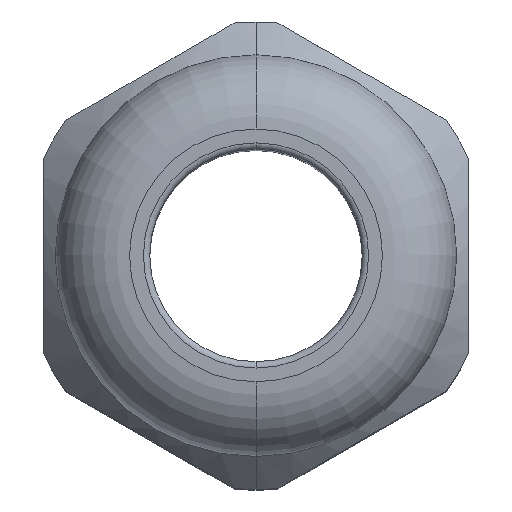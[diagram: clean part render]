
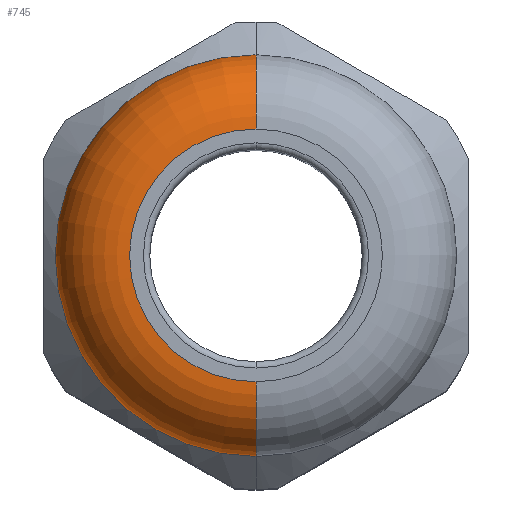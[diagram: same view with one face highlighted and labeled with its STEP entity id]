
A CAD part, top view. The second image highlights one B-rep face of the part: STEP entity #745.
In plain terms, the highlighted toroidal (fillet/blend) face has major radius 5.95 mm and minor radius 3.5 mm.
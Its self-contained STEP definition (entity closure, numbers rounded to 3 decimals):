
#641 = EDGE_CURVE ( 'NONE', #777, #780, #1918, .T. ) ;
#738 = ORIENTED_EDGE ( 'NONE', *, *, #776, .F. ) ;
#745 = ADVANCED_FACE ( 'NONE', ( #2170 ), #2169, .T. ) ;
#761 = ORIENTED_EDGE ( 'NONE', *, *, #768, .T. ) ;
#762 = ORIENTED_EDGE ( 'NONE', *, *, #848, .T. ) ;
#763 = ORIENTED_EDGE ( 'NONE', *, *, #641, .F. ) ;
#768 = EDGE_CURVE ( 'NONE', #798, #797, #2183, .T. ) ;
#771 = EDGE_LOOP ( 'NONE', ( #738, #761, #762, #763 ) ) ;
#776 = EDGE_CURVE ( 'NONE', #798, #777, #2239, .T. ) ;
#777 = VERTEX_POINT ( 'NONE', #2234 ) ;
#780 = VERTEX_POINT ( 'NONE', #2228 ) ;
#797 = VERTEX_POINT ( 'NONE', #2256 ) ;
#798 = VERTEX_POINT ( 'NONE', #2255 ) ;
#848 = EDGE_CURVE ( 'NONE', #797, #780, #2355, .T. ) ;
#1914 = DIRECTION ( 'NONE',  ( 0., 1., 0. ) ) ;
#1915 = DIRECTION ( 'NONE',  ( 0., 0., -1. ) ) ;
#1916 = CARTESIAN_POINT ( 'NONE',  ( 0., 0., 32. ) ) ;
#1917 = AXIS2_PLACEMENT_3D ( 'NONE', #1916, #1915, #1914 ) ;
#1918 = CIRCLE ( 'NONE', #1917, 9.45 ) ;
#2165 = DIRECTION ( 'NONE',  ( 0., 1., 0. ) ) ;
#2166 = DIRECTION ( 'NONE',  ( 0., 0., -1. ) ) ;
#2167 = CARTESIAN_POINT ( 'NONE',  ( 0., 0., 32. ) ) ;
#2168 = AXIS2_PLACEMENT_3D ( 'NONE', #2167, #2166, #2165 ) ;
#2169 = TOROIDAL_SURFACE ( 'NONE', #2168, 5.95, 3.5 ) ;
#2170 = FACE_OUTER_BOUND ( 'NONE', #771, .T. ) ;
#2179 = DIRECTION ( 'NONE',  ( 0., 1., 0. ) ) ;
#2180 = DIRECTION ( 'NONE',  ( 0., 0., -1. ) ) ;
#2181 = CARTESIAN_POINT ( 'NONE',  ( 0., 0., 35.5 ) ) ;
#2182 = AXIS2_PLACEMENT_3D ( 'NONE', #2181, #2180, #2179 ) ;
#2183 = CIRCLE ( 'NONE', #2182, 5.95 ) ;
#2228 = CARTESIAN_POINT ( 'NONE',  ( 0., 9.45, 32. ) ) ;
#2234 = CARTESIAN_POINT ( 'NONE',  ( 0., -9.45, 32. ) ) ;
#2235 = DIRECTION ( 'NONE',  ( 0., 1., 0. ) ) ;
#2236 = DIRECTION ( 'NONE',  ( 1., 0., 0. ) ) ;
#2237 = CARTESIAN_POINT ( 'NONE',  ( 0., -5.95, 32. ) ) ;
#2238 = AXIS2_PLACEMENT_3D ( 'NONE', #2237, #2236, #2235 ) ;
#2239 = CIRCLE ( 'NONE', #2238, 3.5 ) ;
#2255 = CARTESIAN_POINT ( 'NONE',  ( 0., -5.95, 35.5 ) ) ;
#2256 = CARTESIAN_POINT ( 'NONE',  ( 0., 5.95, 35.5 ) ) ;
#2351 = DIRECTION ( 'NONE',  ( 0., 0., 1. ) ) ;
#2352 = DIRECTION ( 'NONE',  ( -1., 0., 0. ) ) ;
#2353 = CARTESIAN_POINT ( 'NONE',  ( 0., 5.95, 32. ) ) ;
#2354 = AXIS2_PLACEMENT_3D ( 'NONE', #2353, #2352, #2351 ) ;
#2355 = CIRCLE ( 'NONE', #2354, 3.5 ) ;
